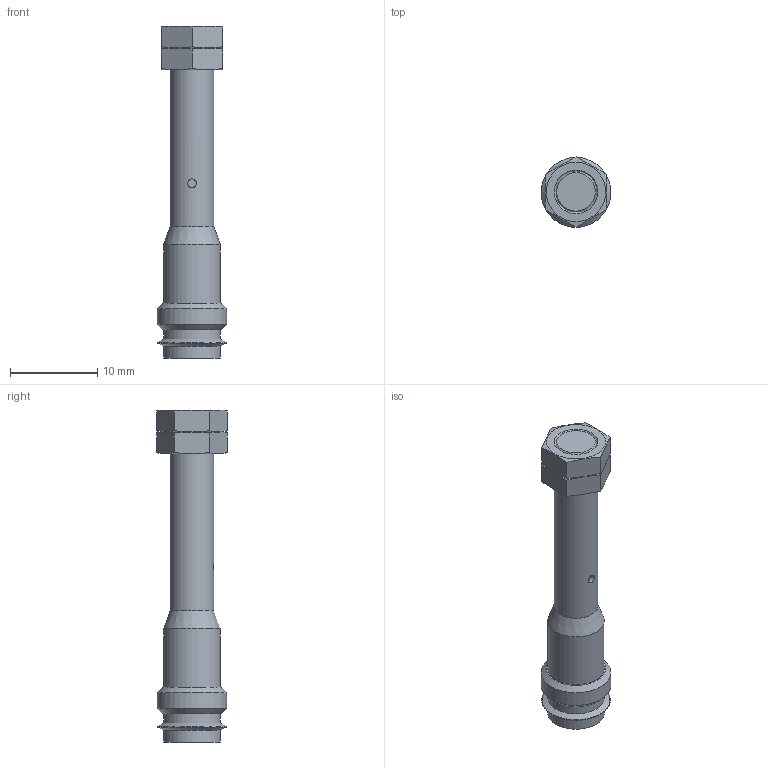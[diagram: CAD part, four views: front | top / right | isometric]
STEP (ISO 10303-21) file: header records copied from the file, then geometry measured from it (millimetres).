
FILE_DESCRIPTION(/* description */ ('STEP AP214'),/* implementation_level */ '2;1');
FILE_NAME(/* name */ '150371_SIEN-M5B-PS-S-L',/* time_stamp */ '2024-09-11T14:53:02+02:00',/* author */ ('License CC BY-ND 4.0'),/* organization */ ('CADENAS'),/* preprocessor_version */ 'ST-DEVELOPER v19.3',/* originating_system */ 'PARTsolutions',/* authorisation */ ' ');
FILE_SCHEMA (('AUTOMOTIVE_DESIGN {1 0 10303 214 3 1 1}'));
Length unit declared in the file: millimetre
Products named in the file (3): 150371 SIEN-M5B-PS-S-L---(2.5_0); 150371 SIEN-M5B-PS-S-Lp---(2.5_0); Flachmutter M5x0.5-2.5-7
Assembly tree (3 placements, depth 2):
  150371 SIEN-M5B-PS-S-L---(2.5_0)
    150371 SIEN-M5B-PS-S-Lp---(2.5_0)
    Flachmutter M5x0.5-2.5-7  x2
Bounding box: 8 x 8.08 x 38 mm (x, y, z)
Volume: 1005.3 mm3; surface area: 1175.8 mm2
Topology: 3 solids, 3 shells, 52 faces, 105 edges, 66 vertices
Faces by surface type: plane 25, cone 14, cylinder 12, torus 1
Full cylindrical faces by diameter (mm): 1 x4, 4.459 x2, 5 x1, 5.8 x1, 6.5 x3, 8 x1
Entity records: 948 total; most frequent: CARTESIAN_POINT 181, DIRECTION 152, ORIENTED_EDGE 98, AXIS2_PLACEMENT_3D 73, EDGE_LOOP 70, FACE_BOUND 70, EDGE_CURVE 49, VERTEX_POINT 43
